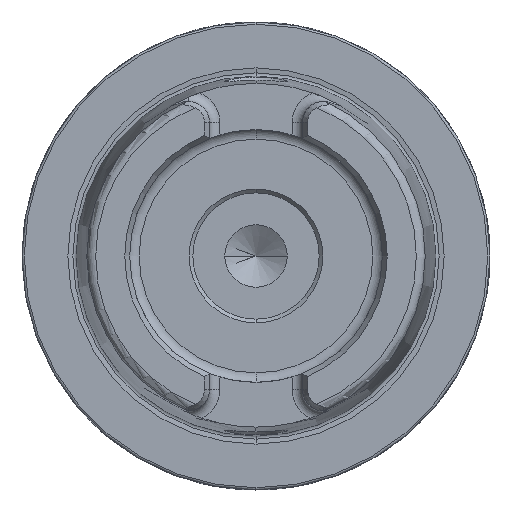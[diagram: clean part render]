
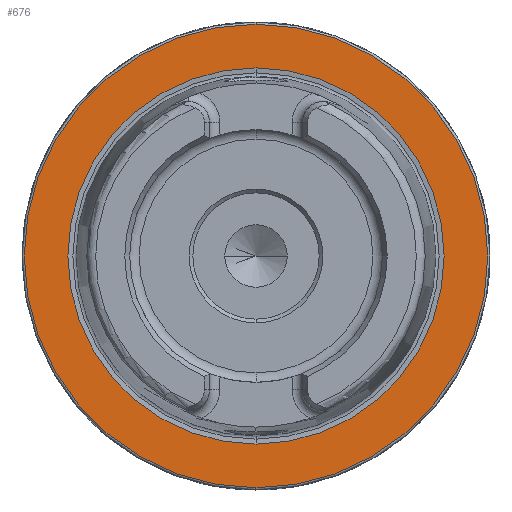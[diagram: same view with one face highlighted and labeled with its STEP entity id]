
A CAD part, left-side view. The second image highlights one B-rep face of the part: STEP entity #676.
In plain terms, the highlighted planar face has unit normal (-1, 0, 0).
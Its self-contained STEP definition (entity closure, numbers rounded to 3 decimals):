
#128 = FACE_BOUND ( 'NONE', #6038, .T. ) ;
#352 = CARTESIAN_POINT ( 'NONE',  ( 0., 31.2, 0. ) ) ;
#439 = VERTEX_POINT ( 'NONE', #1875 ) ;
#628 = VERTEX_POINT ( 'NONE', #2409 ) ;
#676 = ADVANCED_FACE ( 'NONE', ( #128, #7066 ), #9223, .F. ) ;
#1111 = CARTESIAN_POINT ( 'NONE',  ( 0., 0., 25.324 ) ) ;
#1875 = CARTESIAN_POINT ( 'NONE',  ( 0., 0., 31.2 ) ) ;
#1983 = VERTEX_POINT ( 'NONE', #1111 ) ;
#2192 = DIRECTION ( 'NONE',  ( 0., 0., 1. ) ) ;
#2211 = EDGE_LOOP ( 'NONE', ( #8708, #7381 ) ) ;
#2298 = AXIS2_PLACEMENT_3D ( 'NONE', #11516, #5615, #6648 ) ;
#2409 = CARTESIAN_POINT ( 'NONE',  ( 0., 0., -25.324 ) ) ;
#2775 = CARTESIAN_POINT ( 'NONE',  ( 0., 0., 0. ) ) ;
#3004 = EDGE_CURVE ( 'NONE', #11756, #439, #7041, .T. ) ;
#3099 = AXIS2_PLACEMENT_3D ( 'NONE', #5499, #6343, #11402 ) ;
#3464 = EDGE_CURVE ( 'NONE', #628, #1983, #11774, .T. ) ;
#4231 = DIRECTION ( 'NONE',  ( -1., 0., 0. ) ) ;
#5135 = AXIS2_PLACEMENT_3D ( 'NONE', #352, #8057, #10020 ) ;
#5499 = CARTESIAN_POINT ( 'NONE',  ( 0., 0., 0. ) ) ;
#5615 = DIRECTION ( 'NONE',  ( -1., 0., 0. ) ) ;
#6038 = EDGE_LOOP ( 'NONE', ( #8945, #6978 ) ) ;
#6343 = DIRECTION ( 'NONE',  ( -1., 0., 0. ) ) ;
#6648 = DIRECTION ( 'NONE',  ( 0., 0., 1. ) ) ;
#6978 = ORIENTED_EDGE ( 'NONE', *, *, #3464, .F. ) ;
#7041 = CIRCLE ( 'NONE', #3099, 31.2 ) ;
#7066 = FACE_OUTER_BOUND ( 'NONE', #2211, .T. ) ;
#7297 = CIRCLE ( 'NONE', #2298, 31.2 ) ;
#7381 = ORIENTED_EDGE ( 'NONE', *, *, #3004, .T. ) ;
#8057 = DIRECTION ( 'NONE',  ( 1., 0., 0. ) ) ;
#8564 = CARTESIAN_POINT ( 'NONE',  ( 0., 0., -31.2 ) ) ;
#8708 = ORIENTED_EDGE ( 'NONE', *, *, #11326, .T. ) ;
#8945 = ORIENTED_EDGE ( 'NONE', *, *, #11107, .F. ) ;
#9097 = CARTESIAN_POINT ( 'NONE',  ( 0., 0., 0. ) ) ;
#9223 = PLANE ( 'NONE',  #5135 ) ;
#9723 = DIRECTION ( 'NONE',  ( -1., 0., 0. ) ) ;
#10020 = DIRECTION ( 'NONE',  ( 0., 0., -1. ) ) ;
#11107 = EDGE_CURVE ( 'NONE', #1983, #628, #11308, .T. ) ;
#11291 = AXIS2_PLACEMENT_3D ( 'NONE', #9097, #4231, #2192 ) ;
#11308 = CIRCLE ( 'NONE', #11291, 25.324 ) ;
#11326 = EDGE_CURVE ( 'NONE', #439, #11756, #7297, .T. ) ;
#11402 = DIRECTION ( 'NONE',  ( 0., 0., 1. ) ) ;
#11516 = CARTESIAN_POINT ( 'NONE',  ( 0., 0., 0. ) ) ;
#11617 = AXIS2_PLACEMENT_3D ( 'NONE', #2775, #9723, #11649 ) ;
#11649 = DIRECTION ( 'NONE',  ( 0., 0., 1. ) ) ;
#11756 = VERTEX_POINT ( 'NONE', #8564 ) ;
#11774 = CIRCLE ( 'NONE', #11617, 25.324 ) ;
